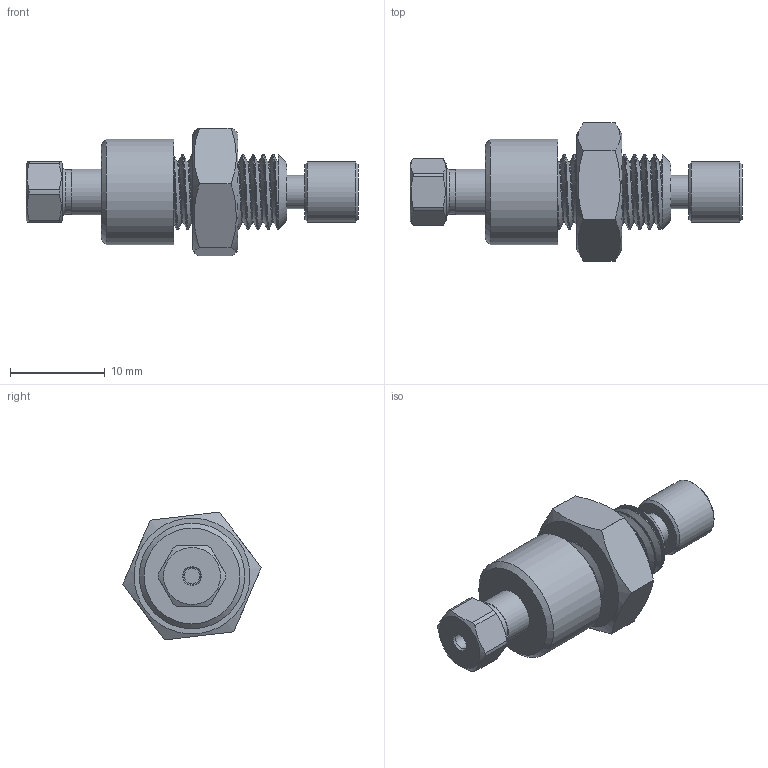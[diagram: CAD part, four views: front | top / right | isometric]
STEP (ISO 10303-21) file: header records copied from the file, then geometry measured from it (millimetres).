
FILE_DESCRIPTION((''),'2;1');
FILE_NAME('305258-ZBRU1.5LPK Bulkhead internal reducing union.stp','2013-08-21T09:31:29',('Franzp'),(''),'Autodesk Inventor 2013','Autodesk Inventor 2013','');
FILE_SCHEMA(('AUTOMOTIVE_DESIGN { 1 0 10303 214 1 1 1 1 }'));
Length unit declared in the file: millimetre
Products named in the file (3): a315258; 315258; 310567
Assembly tree (2 placements, depth 2):
  a315258
    315258
    310567
Bounding box: 34.96 x 14.56 x 13.48 mm (x, y, z)
Volume: 469.3 mm3; surface area: 2391.6 mm2
Topology: 1 solids, 6 shells, 66 faces, 163 edges, 105 vertices
Faces by surface type: plane 24, cylinder 22, cone 13, bspline 6, torus 1
Full cylindrical faces by diameter (mm): 0.94 x1, 1.75 x1, 3.505 x1, 4.699 x1, 4.826 x1, 6.35 x1, 6.368 x2, 6.782 x1, 11.1 x1
Entity records: 5996 total; most frequent: CARTESIAN_POINT 4483, DIRECTION 284, ORIENTED_EDGE 245, EDGE_CURVE 132, AXIS2_PLACEMENT_3D 130, EDGE_LOOP 101, VERTEX_POINT 98, FACE_OUTER_BOUND 66
